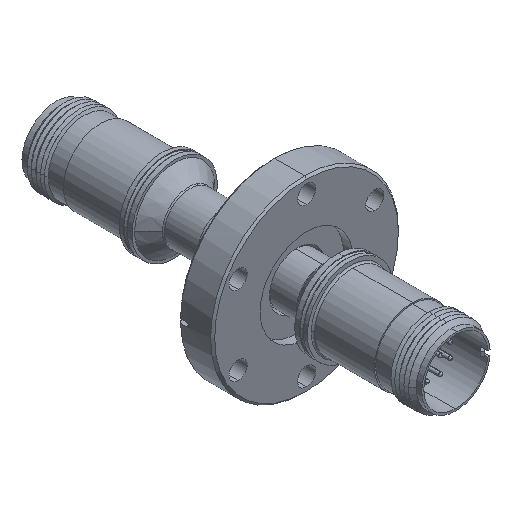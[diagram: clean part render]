
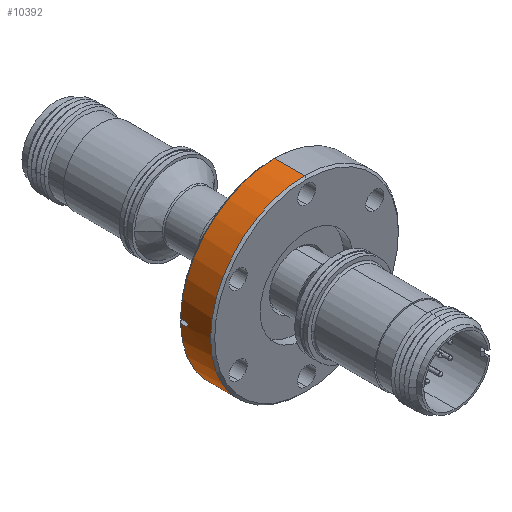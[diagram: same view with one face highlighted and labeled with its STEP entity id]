
A CAD part, isometric view. The second image highlights one B-rep face of the part: STEP entity #10392.
In plain terms, the highlighted cylindrical face has radius 34.925 mm (diameter 69.85 mm), a partial arc.
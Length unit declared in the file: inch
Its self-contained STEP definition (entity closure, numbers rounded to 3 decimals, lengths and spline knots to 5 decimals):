
#667 = VECTOR ( 'NONE', #15299, 39.37008 ) ;
#670 = LINE ( 'NONE', #15297, #667 ) ;
#705 = CIRCLE ( 'NONE', #3129, 1.375 ) ;
#734 = LINE ( 'NONE', #15446, #737 ) ;
#737 = VECTOR ( 'NONE', #15448, 39.37008 ) ;
#1748 = EDGE_CURVE ( 'NONE', #5864, #6133, #670, .T. ) ;
#1777 = EDGE_CURVE ( 'NONE', #6133, #5858, #705, .T. ) ;
#1799 = EDGE_CURVE ( 'NONE', #6065, #5948, #734, .T. ) ;
#2379 = EDGE_CURVE ( 'NONE', #5858, #4920, #21596, .T. ) ;
#2380 = EDGE_CURVE ( 'NONE', #4920, #4919, #17351, .T. ) ;
#2381 = EDGE_CURVE ( 'NONE', #4924, #4919, #21594, .T. ) ;
#2382 = EDGE_CURVE ( 'NONE', #4924, #5948, #21600, .T. ) ;
#2383 = EDGE_CURVE ( 'NONE', #5864, #6065, #21601, .T. ) ;
#3005 = CARTESIAN_POINT ( 'NONE',  ( -1.37512, -0.81098, -0.01033 ) ) ;
#3007 = CARTESIAN_POINT ( 'NONE',  ( -1.37512, -0.81098, 0.01033 ) ) ;
#3016 = CARTESIAN_POINT ( 'NONE',  ( -1.37465, 0., -0.031 ) ) ;
#3017 = DIRECTION ( 'NONE',  ( 0., -1., 0. ) ) ;
#3018 = CARTESIAN_POINT ( 'NONE',  ( -1.37465, -0.81094, -0.031 ) ) ;
#3019 = CARTESIAN_POINT ( 'NONE',  ( -1.37465, -0.81094, 0.031 ) ) ;
#3020 = CARTESIAN_POINT ( 'NONE',  ( -1.37465, 0., 0.031 ) ) ;
#3021 = DIRECTION ( 'NONE',  ( 0., -1., 0. ) ) ;
#3022 = CARTESIAN_POINT ( 'NONE',  ( 0., -0.70312, 0. ) ) ;
#3023 = DIRECTION ( 'NONE',  ( 0., 1., 0. ) ) ;
#3024 = DIRECTION ( 'NONE',  ( 0., 0., 1. ) ) ;
#3027 = CARTESIAN_POINT ( 'NONE',  ( 0., -1.14312, 0. ) ) ;
#3028 = DIRECTION ( 'NONE',  ( 0., 1., 0. ) ) ;
#3029 = DIRECTION ( 'NONE',  ( 0., 0., 1. ) ) ;
#3129 = AXIS2_PLACEMENT_3D ( 'NONE', #15384, #15385, #15386 ) ;
#3446 = AXIS2_PLACEMENT_3D ( 'NONE', #3022, #3023, #3024 ) ;
#3447 = AXIS2_PLACEMENT_3D ( 'NONE', #3027, #3028, #3029 ) ;
#4379 = AXIS2_PLACEMENT_3D ( 'NONE', #7283, #7282, #7279 ) ;
#4919 = VERTEX_POINT ( 'NONE', #13068 ) ;
#4920 = VERTEX_POINT ( 'NONE', #13069 ) ;
#4924 = VERTEX_POINT ( 'NONE', #13073 ) ;
#5858 = VERTEX_POINT ( 'NONE', #13177 ) ;
#5864 = VERTEX_POINT ( 'NONE', #13183 ) ;
#5948 = VERTEX_POINT ( 'NONE', #13267 ) ;
#6065 = VERTEX_POINT ( 'NONE', #13384 ) ;
#6133 = VERTEX_POINT ( 'NONE', #13452 ) ;
#7279 = DIRECTION ( 'NONE',  ( 0., 0., 1. ) ) ;
#7282 = DIRECTION ( 'NONE',  ( 0., 1., 0. ) ) ;
#7283 = CARTESIAN_POINT ( 'NONE',  ( 0., 0., 0. ) ) ;
#8136 = FACE_OUTER_BOUND ( 'NONE', #20348, .T. ) ;
#8145 = CYLINDRICAL_SURFACE ( 'NONE', #4379, 1.375 ) ;
#10392 = ADVANCED_FACE ( 'NONE', ( #8136 ), #8145, .T. ) ;
#13068 = CARTESIAN_POINT ( 'NONE',  ( -1.37465, -0.81094, 0.031 ) ) ;
#13069 = CARTESIAN_POINT ( 'NONE',  ( -1.37465, -0.81094, -0.031 ) ) ;
#13073 = CARTESIAN_POINT ( 'NONE',  ( -1.37465, -0.70312, 0.031 ) ) ;
#13177 = CARTESIAN_POINT ( 'NONE',  ( -1.37465, -0.70312, -0.031 ) ) ;
#13183 = CARTESIAN_POINT ( 'NONE',  ( 0., -1.14312, -1.375 ) ) ;
#13267 = CARTESIAN_POINT ( 'NONE',  ( 0., -0.70312, 1.375 ) ) ;
#13384 = CARTESIAN_POINT ( 'NONE',  ( 0., -1.14312, 1.375 ) ) ;
#13452 = CARTESIAN_POINT ( 'NONE',  ( 0., -0.70312, -1.375 ) ) ;
#15297 = CARTESIAN_POINT ( 'NONE',  ( 0., 0., -1.375 ) ) ;
#15299 = DIRECTION ( 'NONE',  ( 0., 1., 0. ) ) ;
#15384 = CARTESIAN_POINT ( 'NONE',  ( 0., -0.70312, 0. ) ) ;
#15385 = DIRECTION ( 'NONE',  ( 0., 1., 0. ) ) ;
#15386 = DIRECTION ( 'NONE',  ( 0., 0., 1. ) ) ;
#15446 = CARTESIAN_POINT ( 'NONE',  ( 0., 0., 1.375 ) ) ;
#15448 = DIRECTION ( 'NONE',  ( 0., 1., 0. ) ) ;
#17351 = B_SPLINE_CURVE_WITH_KNOTS ( 'NONE', 3,
 ( #3018, #3005, #3007, #3019 ),
 .UNSPECIFIED., .F., .F.,
 ( 4, 4 ),
 ( 0., 0.00157 ),
 .UNSPECIFIED. ) ;
#20348 = EDGE_LOOP ( 'NONE', ( #23477, #23478, #23479, #23480, #23481, #23482, #23483, #23484 ) ) ;
#21594 = LINE ( 'NONE', #3020, #21598 ) ;
#21596 = LINE ( 'NONE', #3016, #21597 ) ;
#21597 = VECTOR ( 'NONE', #3017, 39.37008 ) ;
#21598 = VECTOR ( 'NONE', #3021, 39.37008 ) ;
#21600 = CIRCLE ( 'NONE', #3446, 1.375 ) ;
#21601 = CIRCLE ( 'NONE', #3447, 1.375 ) ;
#23477 = ORIENTED_EDGE ( 'NONE', *, *, #1748, .F. ) ;
#23478 = ORIENTED_EDGE ( 'NONE', *, *, #2383, .T. ) ;
#23479 = ORIENTED_EDGE ( 'NONE', *, *, #1799, .T. ) ;
#23480 = ORIENTED_EDGE ( 'NONE', *, *, #2382, .F. ) ;
#23481 = ORIENTED_EDGE ( 'NONE', *, *, #2381, .T. ) ;
#23482 = ORIENTED_EDGE ( 'NONE', *, *, #2380, .F. ) ;
#23483 = ORIENTED_EDGE ( 'NONE', *, *, #2379, .F. ) ;
#23484 = ORIENTED_EDGE ( 'NONE', *, *, #1777, .F. ) ;
